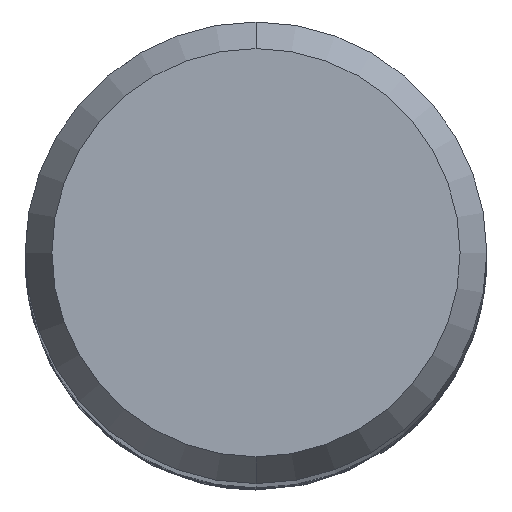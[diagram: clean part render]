
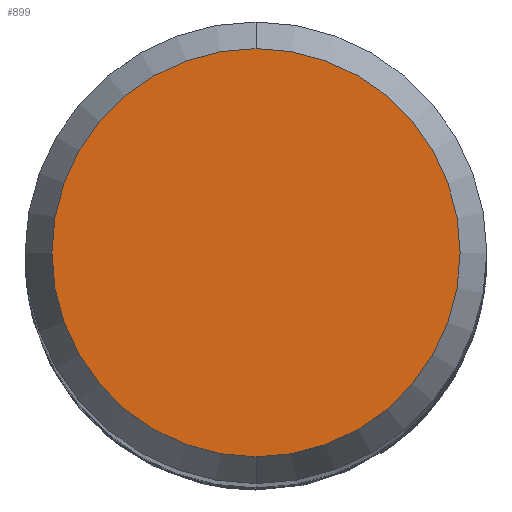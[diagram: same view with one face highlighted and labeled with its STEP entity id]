
A CAD part, top view. The second image highlights one B-rep face of the part: STEP entity #899.
In plain terms, the highlighted planar face has unit normal (0, 0, 1).
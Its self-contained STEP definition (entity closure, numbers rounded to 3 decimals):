
#735=VERTEX_POINT('',#1776);
#899=ADVANCED_FACE('',(#1955),#1956,.T.);
#937=EDGE_CURVE('',#735,#1335,#1996,.T.);
#1231=EDGE_CURVE('',#1335,#735,#2321,.T.);
#1335=VERTEX_POINT('',#2429);
#1776=CARTESIAN_POINT('',(0.0,3.538,0.0));
#1955=FACE_OUTER_BOUND('',#7976,.T.);
#1956=PLANE('',#7977);
#1996=CIRCLE('',#8674,3.538);
#2321=CIRCLE('',#12828,3.538);
#2429=CARTESIAN_POINT('',(0.,-3.538,0.0));
#7976=EDGE_LOOP('',(#17013,#17014));
#7977=AXIS2_PLACEMENT_3D('',#17015,#17016,#17017);
#8674=AXIS2_PLACEMENT_3D('',#17038,#17039,#17040);
#12828=AXIS2_PLACEMENT_3D('',#17391,#17392,#17393);
#17013=ORIENTED_EDGE('',*,*,#937,.F.);
#17014=ORIENTED_EDGE('',*,*,#1231,.F.);
#17015=CARTESIAN_POINT('',(0.0,1.769,0.0));
#17016=DIRECTION('',(-0.0,0.0,1.0));
#17017=DIRECTION('',(0.0,-1.0,0.0));
#17038=CARTESIAN_POINT('',(0.0,0.0,0.0));
#17039=DIRECTION('',(0.0,0.0,-1.0));
#17040=DIRECTION('',(0.0,1.0,0.0));
#17391=CARTESIAN_POINT('',(0.0,0.0,0.0));
#17392=DIRECTION('',(0.0,0.0,-1.0));
#17393=DIRECTION('',(0.0,1.0,0.0));
